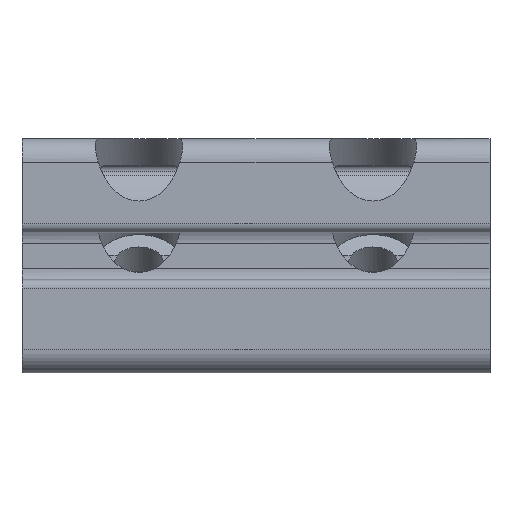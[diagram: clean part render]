
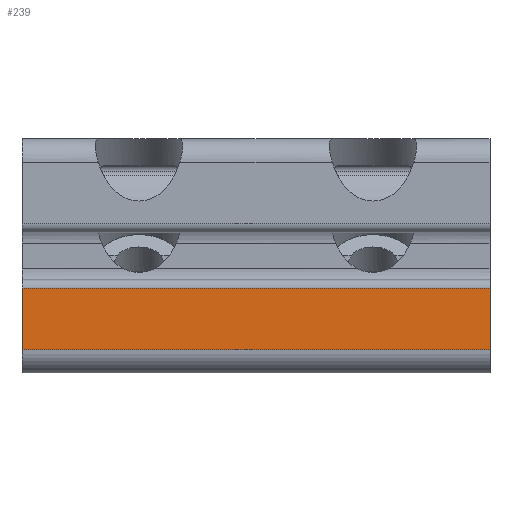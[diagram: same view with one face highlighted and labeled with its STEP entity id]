
A CAD part, left-side view. The second image highlights one B-rep face of the part: STEP entity #239.
In plain terms, the highlighted planar face has unit normal (-1, 0, 0).
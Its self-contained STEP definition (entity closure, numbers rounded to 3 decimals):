
#239 = ADVANCED_FACE( '', ( #538 ), #539, .F. );
#538 = FACE_OUTER_BOUND( '', #891, .T. );
#539 = PLANE( '', #892 );
#891 = EDGE_LOOP( '', ( #1612, #1613, #1614, #1615 ) );
#892 = AXIS2_PLACEMENT_3D( '', #1616, #1617, #1618 );
#1612 = ORIENTED_EDGE( '', *, *, #2458, .T. );
#1613 = ORIENTED_EDGE( '', *, *, #2184, .F. );
#1614 = ORIENTED_EDGE( '', *, *, #2472, .F. );
#1615 = ORIENTED_EDGE( '', *, *, #2473, .T. );
#1616 = CARTESIAN_POINT( '', ( 0., 80., -36. ) );
#1617 = DIRECTION( '', ( 1., 0., 0. ) );
#1618 = DIRECTION( '', ( 0., 0., -1. ) );
#2184 = EDGE_CURVE( '', #2637, #2632, #2639, .T. );
#2458 = EDGE_CURVE( '', #3049, #2632, #3092, .T. );
#2472 = EDGE_CURVE( '', #3108, #2637, #3109, .T. );
#2473 = EDGE_CURVE( '', #3108, #3049, #3110, .T. );
#2632 = VERTEX_POINT( '', #3325 );
#2637 = VERTEX_POINT( '', #3331 );
#2639 = LINE( '', #3333, #3334 );
#3049 = VERTEX_POINT( '', #4251 );
#3092 = LINE( '', #4305, #4306 );
#3108 = VERTEX_POINT( '', #4339 );
#3109 = LINE( '', #4340, #4341 );
#3110 = LINE( '', #4342, #4343 );
#3325 = CARTESIAN_POINT( '', ( 0., 0., -25.5 ) );
#3331 = CARTESIAN_POINT( '', ( 0., 80., -25.5 ) );
#3333 = CARTESIAN_POINT( '', ( 0., 80., -25.5 ) );
#3334 = VECTOR( '', #4713, 1000. );
#4251 = CARTESIAN_POINT( '', ( 0., 0., -36. ) );
#4305 = CARTESIAN_POINT( '', ( 0., 0., -36. ) );
#4306 = VECTOR( '', #5054, 1000. );
#4339 = CARTESIAN_POINT( '', ( 0., 80., -36. ) );
#4340 = CARTESIAN_POINT( '', ( 0., 80., -36. ) );
#4341 = VECTOR( '', #5069, 1000. );
#4342 = CARTESIAN_POINT( '', ( 0., 80., -36. ) );
#4343 = VECTOR( '', #5070, 1000. );
#4713 = DIRECTION( '', ( 0., -1., 0. ) );
#5054 = DIRECTION( '', ( 0., 0., 1. ) );
#5069 = DIRECTION( '', ( 0., 0., 1. ) );
#5070 = DIRECTION( '', ( 0., -1., 0. ) );
